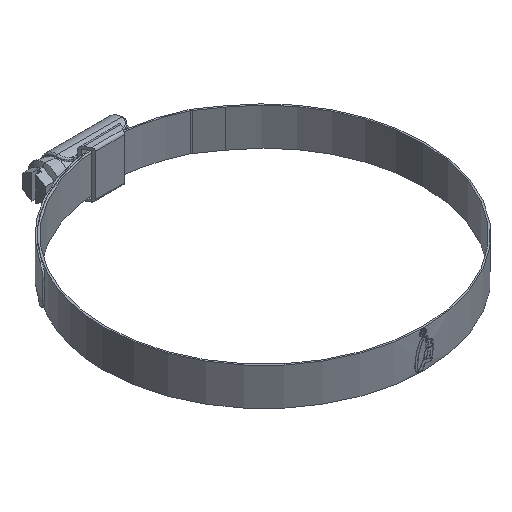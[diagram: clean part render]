
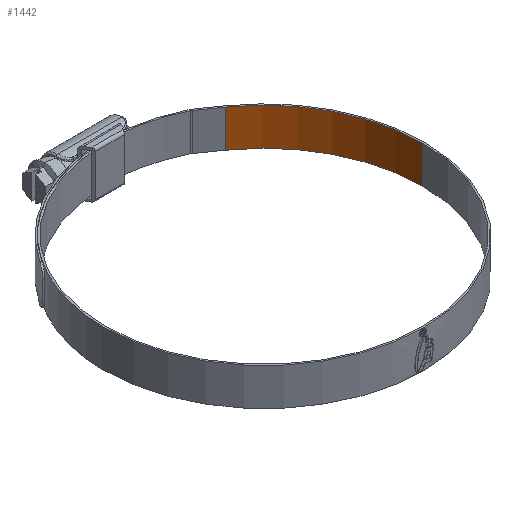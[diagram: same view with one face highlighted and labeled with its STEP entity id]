
A CAD part, isometric view. The second image highlights one B-rep face of the part: STEP entity #1442.
In plain terms, the highlighted cylindrical face has radius 54 mm (diameter 108 mm), a partial arc.
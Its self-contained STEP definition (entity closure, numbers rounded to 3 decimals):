
#70 = EDGE_LOOP ( 'NONE', ( #6167, #2891, #6648, #5438 ) ) ;
#203 = CARTESIAN_POINT ( 'NONE',  ( 0., 0., 6.35 ) ) ;
#225 = LINE ( 'NONE', #3323, #1757 ) ;
#750 = VECTOR ( 'NONE', #6451, 1000. ) ;
#859 = CIRCLE ( 'NONE', #6397, 54. ) ;
#1029 = EDGE_CURVE ( 'NONE', #7036, #3030, #225, .T. ) ;
#1046 = CARTESIAN_POINT ( 'NONE',  ( 30.973, 44.234, 6.35 ) ) ;
#1227 = DIRECTION ( 'NONE',  ( 0., 0., 1. ) ) ;
#1442 = ADVANCED_FACE ( 'NONE', ( #3728 ), #6062, .F. ) ;
#1533 = CARTESIAN_POINT ( 'NONE',  ( 30.973, 44.234, -6.35 ) ) ;
#1757 = VECTOR ( 'NONE', #2053, 1000. ) ;
#1872 = EDGE_CURVE ( 'NONE', #3041, #6739, #4611, .T. ) ;
#2053 = DIRECTION ( 'NONE',  ( 0., 0., -1. ) ) ;
#2561 = DIRECTION ( 'NONE',  ( 0., 0., -1. ) ) ;
#2575 = AXIS2_PLACEMENT_3D ( 'NONE', #5733, #6862, #3866 ) ;
#2891 = ORIENTED_EDGE ( 'NONE', *, *, #6533, .T. ) ;
#3001 = CARTESIAN_POINT ( 'NONE',  ( 0., 0., 6.35 ) ) ;
#3030 = VERTEX_POINT ( 'NONE', #1533 ) ;
#3041 = VERTEX_POINT ( 'NONE', #6154 ) ;
#3323 = CARTESIAN_POINT ( 'NONE',  ( 30.973, 44.234, 6.35 ) ) ;
#3574 = CARTESIAN_POINT ( 'NONE',  ( 54., 0., 6.35 ) ) ;
#3728 = FACE_OUTER_BOUND ( 'NONE', #70, .T. ) ;
#3866 = DIRECTION ( 'NONE',  ( 1., 0., 0. ) ) ;
#3949 = EDGE_CURVE ( 'NONE', #6739, #3030, #4786, .T. ) ;
#4611 = LINE ( 'NONE', #3574, #750 ) ;
#4786 = CIRCLE ( 'NONE', #2575, 54. ) ;
#4915 = DIRECTION ( 'NONE',  ( -1., 0., 0. ) ) ;
#5273 = DIRECTION ( 'NONE',  ( 1., 0., 0. ) ) ;
#5438 = ORIENTED_EDGE ( 'NONE', *, *, #3949, .F. ) ;
#5733 = CARTESIAN_POINT ( 'NONE',  ( 0., 0., -6.35 ) ) ;
#6062 = CYLINDRICAL_SURFACE ( 'NONE', #7666, 54. ) ;
#6154 = CARTESIAN_POINT ( 'NONE',  ( 54., 0., 6.35 ) ) ;
#6167 = ORIENTED_EDGE ( 'NONE', *, *, #1872, .F. ) ;
#6337 = CARTESIAN_POINT ( 'NONE',  ( 54., 0., -6.35 ) ) ;
#6397 = AXIS2_PLACEMENT_3D ( 'NONE', #3001, #1227, #5273 ) ;
#6451 = DIRECTION ( 'NONE',  ( 0., 0., -1. ) ) ;
#6533 = EDGE_CURVE ( 'NONE', #3041, #7036, #859, .T. ) ;
#6648 = ORIENTED_EDGE ( 'NONE', *, *, #1029, .T. ) ;
#6739 = VERTEX_POINT ( 'NONE', #6337 ) ;
#6862 = DIRECTION ( 'NONE',  ( 0., 0., 1. ) ) ;
#7036 = VERTEX_POINT ( 'NONE', #1046 ) ;
#7666 = AXIS2_PLACEMENT_3D ( 'NONE', #203, #2561, #4915 ) ;
